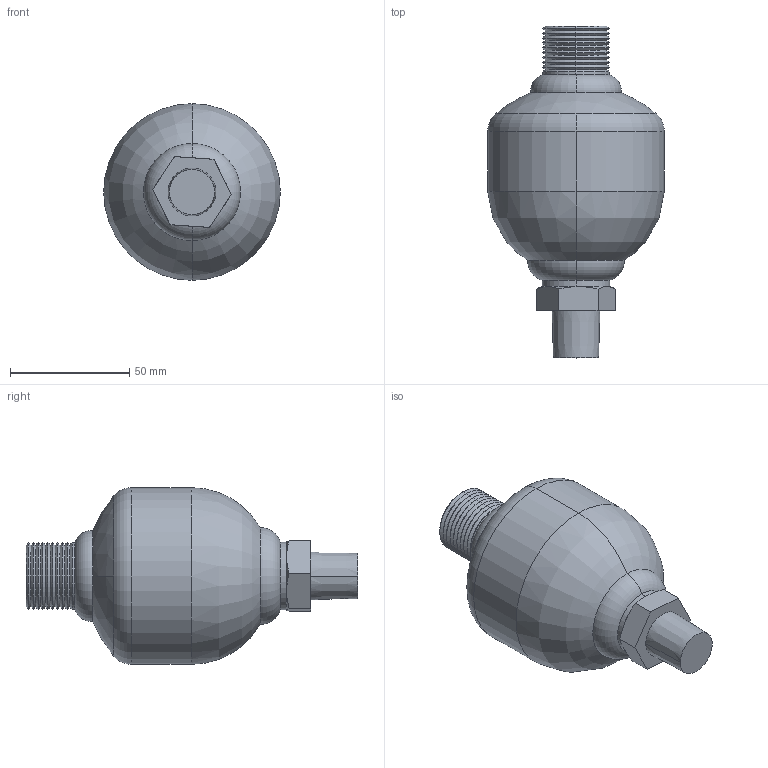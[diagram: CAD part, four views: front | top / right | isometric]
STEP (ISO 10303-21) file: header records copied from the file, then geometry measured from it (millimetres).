
FILE_DESCRIPTION (( 'STEP AP214' ), '1' );
FILE_NAME ('6029.800.STEP', '2006-08-17T11:44:20', ( ' ' ), ( ' ' ), 'SwSTEP 2.0', 'SolidWorks 2006104', '' );
FILE_SCHEMA (( 'AUTOMOTIVE_DESIGN' ));
Length unit declared in the file: inch
Products named in the file (4): acc_top; 6029; 6029_body; 6029.800
Assembly tree (3 placements, depth 3):
  6029.800
    6029
      6029_body
      acc_top
Bounding box: 74.16 x 139.39 x 74.16 mm (x, y, z)
Volume: 299411.6 mm3; surface area: 27553.7 mm2
Topology: 2 solids, 2 shells, 82 faces, 174 edges, 100 vertices
Faces by surface type: cone 42, plane 20, cylinder 10, torus 8, sphere 2
Entity records: 2664 total; most frequent: DIRECTION 428, CARTESIAN_POINT 427, ORIENTED_EDGE 348, EDGE_CURVE 174, AXIS2_PLACEMENT_3D 173, VERTEX_POINT 100, EDGE_LOOP 86, CIRCLE 84
